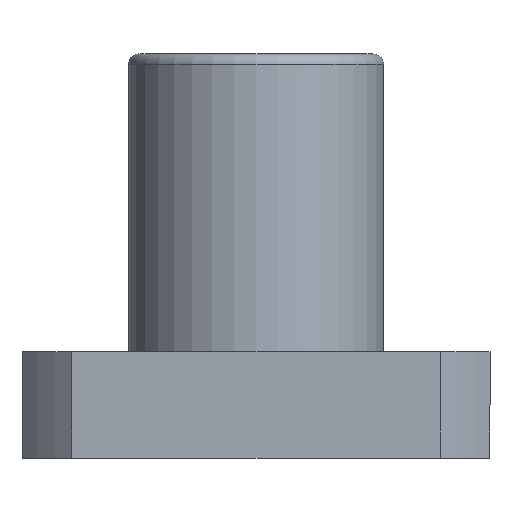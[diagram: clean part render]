
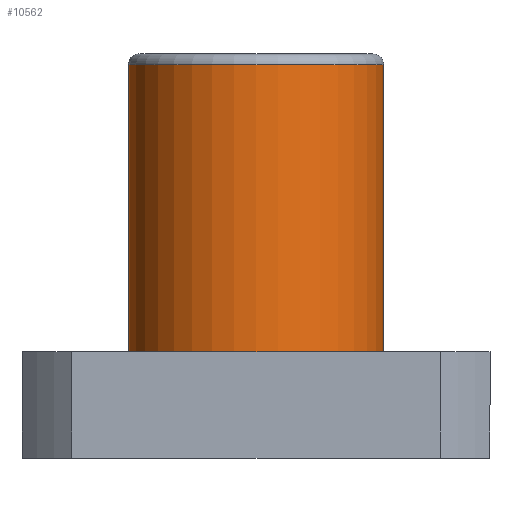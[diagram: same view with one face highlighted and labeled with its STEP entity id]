
A CAD part, front view. The second image highlights one B-rep face of the part: STEP entity #10562.
In plain terms, the highlighted cylindrical face has radius 6 mm (diameter 12 mm), a partial arc.
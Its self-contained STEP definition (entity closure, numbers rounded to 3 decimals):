
#323 = CARTESIAN_POINT ( 'NONE',  ( 0., 0., 13.5 ) ) ;
#581 = DIRECTION ( 'NONE',  ( 0., 0., 1. ) ) ;
#841 = AXIS2_PLACEMENT_3D ( 'NONE', #11721, #12812, #11567 ) ;
#899 = LINE ( 'NONE', #12564, #9129 ) ;
#1408 = CARTESIAN_POINT ( 'NONE',  ( 6., 0., 13.5 ) ) ;
#1632 = DIRECTION ( 'NONE',  ( 0., 0., -1. ) ) ;
#2133 = EDGE_CURVE ( 'NONE', #13057, #6182, #15295, .T. ) ;
#3209 = DIRECTION ( 'NONE',  ( 1., 0., 0. ) ) ;
#3290 = ORIENTED_EDGE ( 'NONE', *, *, #9518, .T. ) ;
#3914 = ORIENTED_EDGE ( 'NONE', *, *, #6782, .F. ) ;
#4864 = VECTOR ( 'NONE', #6974, 1000. ) ;
#4894 = EDGE_LOOP ( 'NONE', ( #3914, #8778, #14467, #3290 ) ) ;
#6182 = VERTEX_POINT ( 'NONE', #6547 ) ;
#6547 = CARTESIAN_POINT ( 'NONE',  ( -6., 0., 0. ) ) ;
#6782 = EDGE_CURVE ( 'NONE', #8929, #12836, #899, .T. ) ;
#6826 = FACE_OUTER_BOUND ( 'NONE', #4894, .T. ) ;
#6974 = DIRECTION ( 'NONE',  ( 0., 0., -1. ) ) ;
#7176 = AXIS2_PLACEMENT_3D ( 'NONE', #323, #1632, #10726 ) ;
#7732 = CARTESIAN_POINT ( 'NONE',  ( 6., 0., 0. ) ) ;
#8055 = CYLINDRICAL_SURFACE ( 'NONE', #841, 6. ) ;
#8418 = CIRCLE ( 'NONE', #7176, 6. ) ;
#8778 = ORIENTED_EDGE ( 'NONE', *, *, #8887, .T. ) ;
#8887 = EDGE_CURVE ( 'NONE', #8929, #13057, #8418, .T. ) ;
#8929 = VERTEX_POINT ( 'NONE', #1408 ) ;
#9123 = CARTESIAN_POINT ( 'NONE',  ( -6., 0., 13.5 ) ) ;
#9129 = VECTOR ( 'NONE', #14977, 1000. ) ;
#9518 = EDGE_CURVE ( 'NONE', #6182, #12836, #12604, .T. ) ;
#10268 = CARTESIAN_POINT ( 'NONE',  ( -6., 0., 14. ) ) ;
#10562 = ADVANCED_FACE ( 'NONE', ( #6826 ), #8055, .T. ) ;
#10726 = DIRECTION ( 'NONE',  ( 1., 0., 0. ) ) ;
#11567 = DIRECTION ( 'NONE',  ( -1., 0., 0. ) ) ;
#11721 = CARTESIAN_POINT ( 'NONE',  ( 0., 0., 14. ) ) ;
#12564 = CARTESIAN_POINT ( 'NONE',  ( 6., 0., 14. ) ) ;
#12604 = CIRCLE ( 'NONE', #13356, 6. ) ;
#12616 = CARTESIAN_POINT ( 'NONE',  ( 0., 0., 0. ) ) ;
#12812 = DIRECTION ( 'NONE',  ( 0., 0., -1. ) ) ;
#12836 = VERTEX_POINT ( 'NONE', #7732 ) ;
#13057 = VERTEX_POINT ( 'NONE', #9123 ) ;
#13356 = AXIS2_PLACEMENT_3D ( 'NONE', #12616, #581, #3209 ) ;
#14467 = ORIENTED_EDGE ( 'NONE', *, *, #2133, .T. ) ;
#14977 = DIRECTION ( 'NONE',  ( 0., 0., -1. ) ) ;
#15295 = LINE ( 'NONE', #10268, #4864 ) ;
